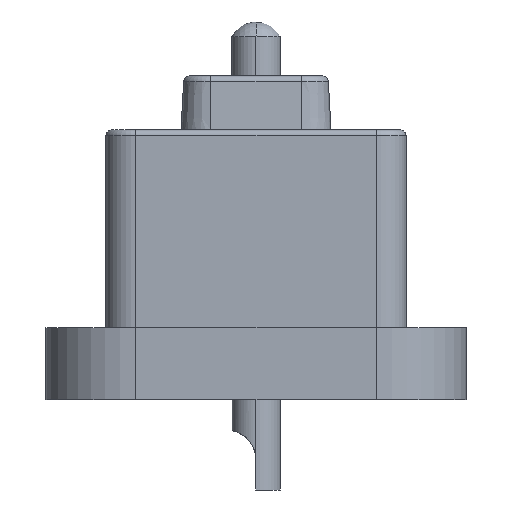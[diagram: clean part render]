
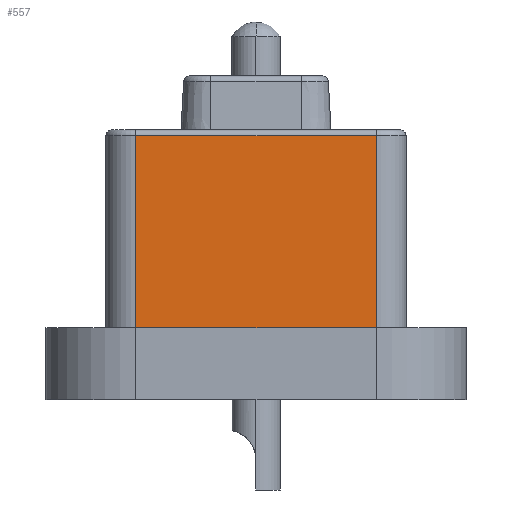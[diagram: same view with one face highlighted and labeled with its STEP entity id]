
A CAD part, left-side view. The second image highlights one B-rep face of the part: STEP entity #557.
In plain terms, the highlighted planar face has unit normal (-1, 0, 0).
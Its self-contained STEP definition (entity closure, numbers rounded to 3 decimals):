
#190 = EDGE_CURVE ( 'NONE', #2546, #8764, #6304, .T. ) ;
#557 = ADVANCED_FACE ( 'NONE', ( #3757 ), #6859, .F. ) ;
#558 = DIRECTION ( 'NONE',  ( 0., -1., 0. ) ) ;
#677 = LINE ( 'NONE', #3778, #7043 ) ;
#1225 = CARTESIAN_POINT ( 'NONE',  ( -9.65, 2., -3.3 ) ) ;
#1360 = EDGE_CURVE ( 'NONE', #7753, #2546, #8426, .T. ) ;
#1457 = CARTESIAN_POINT ( 'NONE',  ( -9.65, -2., -0.1 ) ) ;
#1797 = EDGE_CURVE ( 'NONE', #2927, #7753, #677, .T. ) ;
#2244 = ORIENTED_EDGE ( 'NONE', *, *, #4902, .T. ) ;
#2440 = DIRECTION ( 'NONE',  ( 0., 0., -1. ) ) ;
#2546 = VERTEX_POINT ( 'NONE', #8566 ) ;
#2927 = VERTEX_POINT ( 'NONE', #10079 ) ;
#2995 = DIRECTION ( 'NONE',  ( 1., 0., 0. ) ) ;
#3174 = ORIENTED_EDGE ( 'NONE', *, *, #1360, .T. ) ;
#3757 = FACE_OUTER_BOUND ( 'NONE', #4254, .T. ) ;
#3778 = CARTESIAN_POINT ( 'NONE',  ( -9.65, -2., -3.3 ) ) ;
#4254 = EDGE_LOOP ( 'NONE', ( #5761, #2244, #6192, #3174 ) ) ;
#4425 = LINE ( 'NONE', #7524, #9340 ) ;
#4557 = DIRECTION ( 'NONE',  ( 0., 1., 0. ) ) ;
#4710 = CARTESIAN_POINT ( 'NONE',  ( -9.65, -2., -0.1 ) ) ;
#4902 = EDGE_CURVE ( 'NONE', #8764, #2927, #4425, .T. ) ;
#5761 = ORIENTED_EDGE ( 'NONE', *, *, #190, .T. ) ;
#6101 = DIRECTION ( 'NONE',  ( 0., 1., 0. ) ) ;
#6192 = ORIENTED_EDGE ( 'NONE', *, *, #1797, .T. ) ;
#6241 = AXIS2_PLACEMENT_3D ( 'NONE', #9976, #2995, #6101 ) ;
#6304 = LINE ( 'NONE', #9418, #9982 ) ;
#6859 = PLANE ( 'NONE',  #6241 ) ;
#6880 = DIRECTION ( 'NONE',  ( 0., 0., 1. ) ) ;
#7043 = VECTOR ( 'NONE', #6880, 1000. ) ;
#7524 = CARTESIAN_POINT ( 'NONE',  ( -9.65, 2., -3.3 ) ) ;
#7753 = VERTEX_POINT ( 'NONE', #4710 ) ;
#8426 = LINE ( 'NONE', #1457, #9632 ) ;
#8566 = CARTESIAN_POINT ( 'NONE',  ( -9.65, 2., -0.1 ) ) ;
#8764 = VERTEX_POINT ( 'NONE', #1225 ) ;
#9340 = VECTOR ( 'NONE', #558, 1000. ) ;
#9418 = CARTESIAN_POINT ( 'NONE',  ( -9.65, 2., -0.1 ) ) ;
#9632 = VECTOR ( 'NONE', #4557, 1000. ) ;
#9976 = CARTESIAN_POINT ( 'NONE',  ( -9.65, 0., -1.7 ) ) ;
#9982 = VECTOR ( 'NONE', #2440, 1000. ) ;
#10079 = CARTESIAN_POINT ( 'NONE',  ( -9.65, -2., -3.3 ) ) ;
